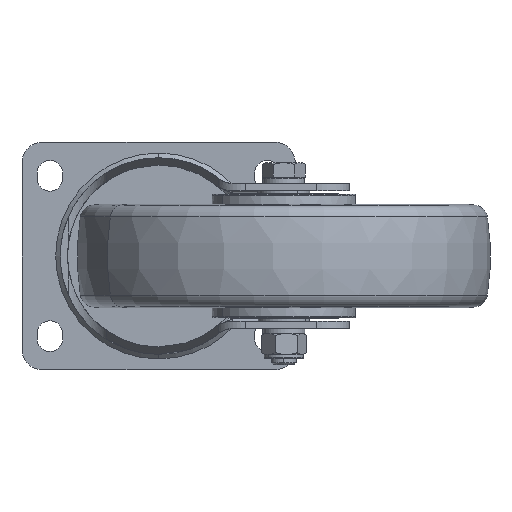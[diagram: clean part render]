
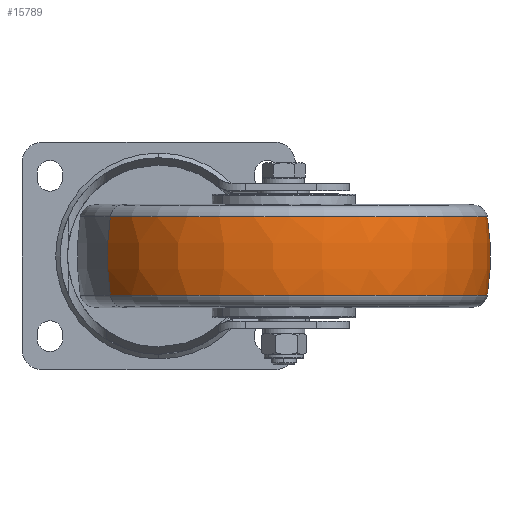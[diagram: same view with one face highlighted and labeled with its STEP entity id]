
A CAD part, front view. The second image highlights one B-rep face of the part: STEP entity #15789.
In plain terms, the highlighted toroidal (fillet/blend) face has major radius 10 mm and minor radius 110 mm.
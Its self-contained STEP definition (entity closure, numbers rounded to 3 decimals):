
#935 = ORIENTED_EDGE ( 'NONE', *, *, #1118, .T. ) ;
#1118 = EDGE_CURVE ( 'NONE', #7662, #4450, #2984, .T. ) ;
#1218 = CIRCLE ( 'NONE', #14306, 98.372 ) ;
#1825 = CARTESIAN_POINT ( 'NONE',  ( 60.5, -142., -243.466 ) ) ;
#2349 = CARTESIAN_POINT ( 'NONE',  ( 69.023, -136.77, -224.613 ) ) ;
#2390 = TOROIDAL_SURFACE ( 'NONE', #14288, -10., 110. ) ;
#2410 = EDGE_CURVE ( 'NONE', #17974, #7662, #11778, .T. ) ;
#2630 = EDGE_CURVE ( 'NONE', #17974, #11171, #6325, .T. ) ;
#2984 = CIRCLE ( 'NONE', #8543, 110. ) ;
#3686 = DIRECTION ( 'NONE',  ( 0., 0., 1. ) ) ;
#4450 = VERTEX_POINT ( 'NONE', #17539 ) ;
#4792 = ORIENTED_EDGE ( 'NONE', *, *, #2630, .F. ) ;
#6325 = CIRCLE ( 'NONE', #10042, 110. ) ;
#6966 = FACE_OUTER_BOUND ( 'NONE', #8391, .T. ) ;
#6980 = ORIENTED_EDGE ( 'NONE', *, *, #2410, .T. ) ;
#7662 = VERTEX_POINT ( 'NONE', #11808 ) ;
#7860 = DIRECTION ( 'NONE',  ( 0.852, 0.523, 0. ) ) ;
#8136 = CARTESIAN_POINT ( 'NONE',  ( -23.346, -193.449, -205.759 ) ) ;
#8391 = EDGE_LOOP ( 'NONE', ( #4792, #6980, #935, #8565 ) ) ;
#8479 = EDGE_CURVE ( 'NONE', #11171, #4450, #1218, .T. ) ;
#8543 = AXIS2_PLACEMENT_3D ( 'NONE', #15031, #12094, #9331 ) ;
#8565 = ORIENTED_EDGE ( 'NONE', *, *, #8479, .F. ) ;
#8648 = CARTESIAN_POINT ( 'NONE',  ( -23.346, -193.449, -243.466 ) ) ;
#9331 = DIRECTION ( 'NONE',  ( -0.852, -0.523, 0. ) ) ;
#9521 = DIRECTION ( 'NONE',  ( -0.523, 0.852, 0. ) ) ;
#10042 = AXIS2_PLACEMENT_3D ( 'NONE', #2349, #9521, #16359 ) ;
#10418 = CARTESIAN_POINT ( 'NONE',  ( 60.5, -142., -224.613 ) ) ;
#11171 = VERTEX_POINT ( 'NONE', #8136 ) ;
#11778 = CIRCLE ( 'NONE', #16011, 98.372 ) ;
#11808 = CARTESIAN_POINT ( 'NONE',  ( 144.346, -90.551, -243.466 ) ) ;
#12094 = DIRECTION ( 'NONE',  ( 0.523, -0.852, 0. ) ) ;
#13308 = CARTESIAN_POINT ( 'NONE',  ( 60.5, -142., -205.759 ) ) ;
#14288 = AXIS2_PLACEMENT_3D ( 'NONE', #10418, #15039, #14920 ) ;
#14306 = AXIS2_PLACEMENT_3D ( 'NONE', #13308, #3686, #7860 ) ;
#14920 = DIRECTION ( 'NONE',  ( 0.852, 0.523, 0. ) ) ;
#15031 = CARTESIAN_POINT ( 'NONE',  ( 51.977, -147.23, -224.613 ) ) ;
#15039 = DIRECTION ( 'NONE',  ( 0., 0., 1. ) ) ;
#15789 = ADVANCED_FACE ( 'NONE', ( #6966 ), #2390, .T. ) ;
#15948 = DIRECTION ( 'NONE',  ( 0.852, 0.523, 0. ) ) ;
#16011 = AXIS2_PLACEMENT_3D ( 'NONE', #1825, #17169, #15948 ) ;
#16359 = DIRECTION ( 'NONE',  ( 0.852, 0.523, 0. ) ) ;
#17169 = DIRECTION ( 'NONE',  ( 0., 0., 1. ) ) ;
#17539 = CARTESIAN_POINT ( 'NONE',  ( 144.346, -90.551, -205.759 ) ) ;
#17974 = VERTEX_POINT ( 'NONE', #8648 ) ;
